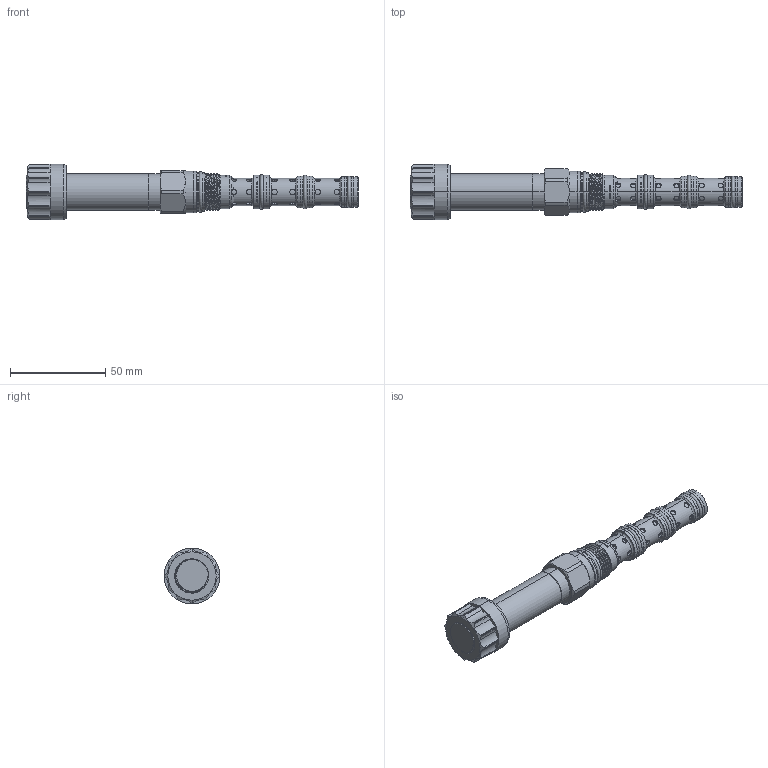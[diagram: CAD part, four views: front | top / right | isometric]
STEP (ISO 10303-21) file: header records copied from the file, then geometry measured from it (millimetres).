
FILE_DESCRIPTION (( 'STEP AP203' ), '1' );
FILE_NAME ('ES31A4D10N04.STEP', '2025-02-07T05:56:14', ( '' ), ( '' ), 'SwSTEP 2.0', 'SolidWorks 2018', '' );
FILE_SCHEMA (( 'CONFIG_CONTROL_DESIGN' ));
Length unit declared in the file: millimetre
Products named in the file (1): ES31A4D10N04
Bounding box: 174.41 x 29.2 x 29.2 mm (x, y, z)
Volume: 51464.2 mm3; surface area: 14443.5 mm2
Topology: 1 solids, 2 shells, 400 faces, 955 edges, 610 vertices
Faces by surface type: cylinder 264, plane 59, cone 44, torus 24, bspline 9
Entity records: 17928 total; most frequent: CARTESIAN_POINT 8910, ORIENTED_EDGE 1910, DIRECTION 1796, EDGE_CURVE 955, AXIS2_PLACEMENT_3D 758, VERTEX_POINT 610, EDGE_LOOP 453, FACE_OUTER_BOUND 400
